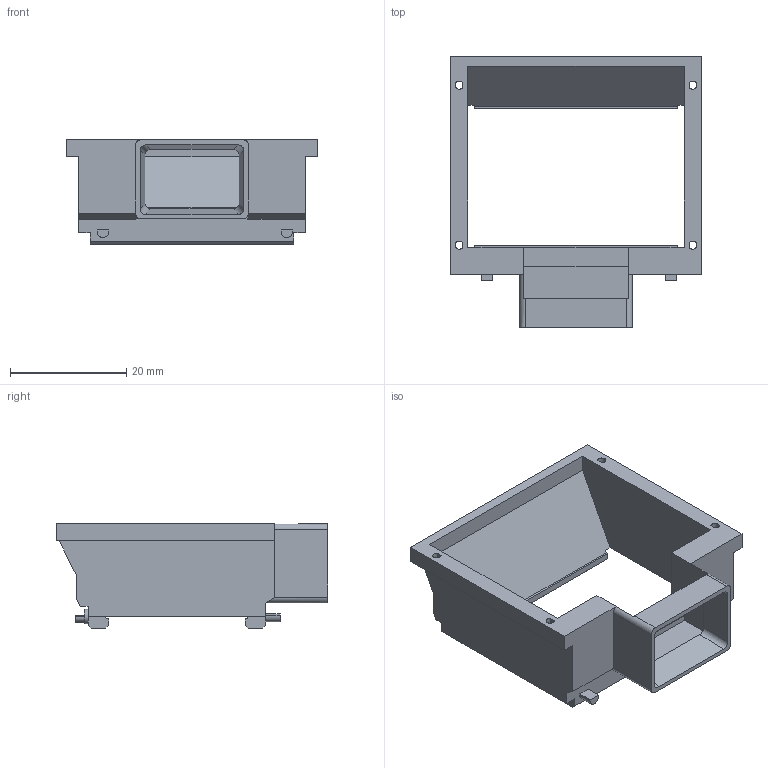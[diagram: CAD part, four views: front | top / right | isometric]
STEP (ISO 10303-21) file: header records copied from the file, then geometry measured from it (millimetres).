
FILE_DESCRIPTION(/* description */ ('Unknown'),/* implementation_level */ '2;1');
FILE_NAME(/* name */ 'nikonF_viewFinder_canonFTBBottom',/* time_stamp */ '2024-03-18T21:44:53-04:00',/* author */ ('Unknown'),/* organization */ ('Unknown'),/* preprocessor_version */ 'ST-DEVELOPER v18.1',/* originating_system */ 'Solid Edge',/* authorisation */ 'Unknown');
FILE_SCHEMA (('AUTOMOTIVE_DESIGN {1 0 10303 214 3 1 1}'));
Length unit declared in the file: millimetre
Products named in the file (2): nikonF_viewFinder_canonFTB; nikonF_viewFinder_canonFTBBottom
Assembly tree (1 placements, depth 2):
  nikonF_viewFinder_canonFTB
    nikonF_viewFinder_canonFTBBottom
Bounding box: 43.2 x 46.7 x 17.95 mm (x, y, z)
Volume: 5215.9 mm3; surface area: 6732 mm2
Topology: 1 solids, 1 shells, 84 faces, 252 edges, 168 vertices
Faces by surface type: plane 68, cylinder 16
Full cylindrical faces by diameter (mm): 2.5 x1
Entity records: 2881 total; most frequent: CARTESIAN_POINT 505, ORIENTED_EDGE 502, DIRECTION 460, EDGE_CURVE 251, LINE 214, VECTOR 214, VERTEX_POINT 168, AXIS2_PLACEMENT_3D 123
